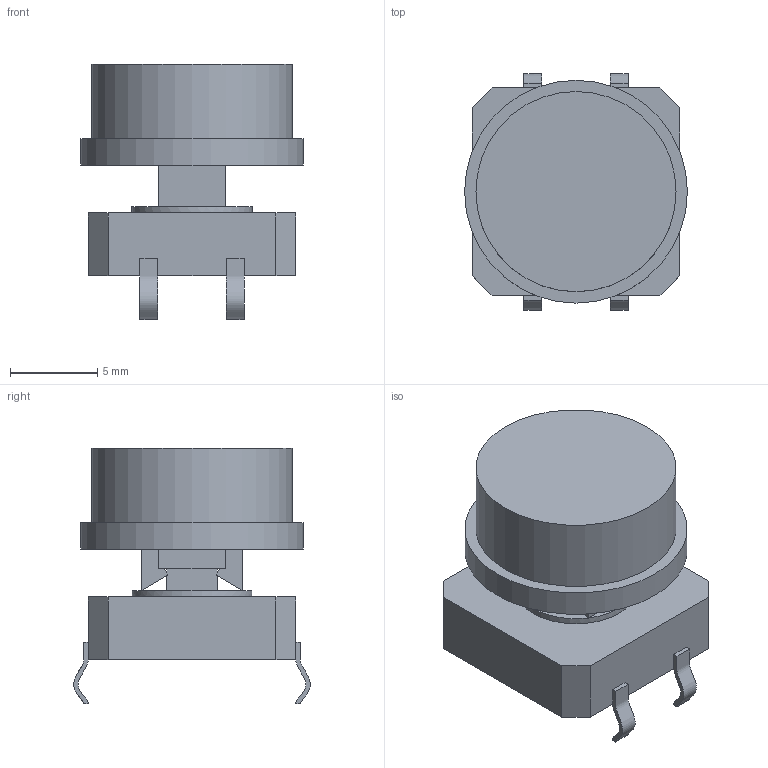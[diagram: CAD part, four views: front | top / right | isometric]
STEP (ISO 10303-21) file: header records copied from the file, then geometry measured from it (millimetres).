
FILE_DESCRIPTION(/* description */ (''),/* implementation_level */ '2;1');
FILE_NAME(/* name */ 'Momentary Switch 12x12mm v2.step',/* time_stamp */ '2024-04-26T11:12:23+02:00',/* author */ (''),/* organization */ (''),/* preprocessor_version */ 'ST-DEVELOPER v20',/* originating_system */ 'Autodesk Translation Framework v12.20.1.177',/* authorisation */ '');
FILE_SCHEMA (('AUTOMOTIVE_DESIGN { 1 0 10303 214 3 1 1 }'));
Length unit declared in the file: millimetre
Products named in the file (1): Momentary Switch 12x12mm
Bounding box: 12.8 x 13.59 x 14.7 mm (x, y, z)
Volume: 1002.8 mm3; surface area: 1362.1 mm2
Topology: 2 solids, 2 shells, 84 faces, 241 edges, 156 vertices
Faces by surface type: plane 71, bspline 8, cylinder 5
Full cylindrical faces by diameter (mm): 6.909 x2, 8.8 x1, 11.5 x1, 12.8 x1
Entity records: 3156 total; most frequent: CARTESIAN_POINT 938, ORIENTED_EDGE 482, DIRECTION 395, EDGE_CURVE 241, LINE 209, VECTOR 209, VERTEX_POINT 156, EDGE_LOOP 93
